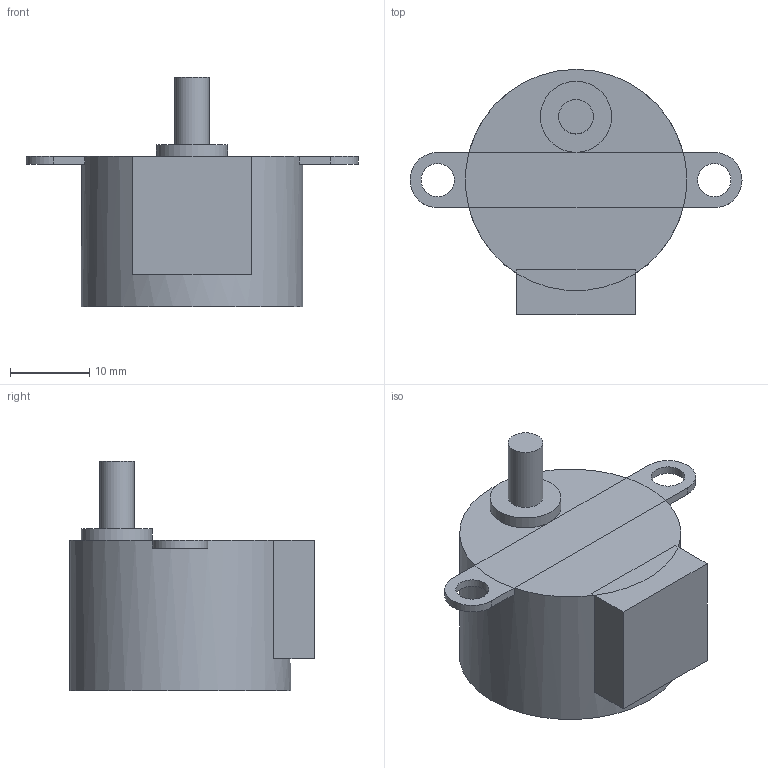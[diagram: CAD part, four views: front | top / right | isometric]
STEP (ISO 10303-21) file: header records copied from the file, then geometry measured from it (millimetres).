
FILE_DESCRIPTION(('FreeCAD Model'),'2;1');
FILE_NAME('28byj-48.step', '2015-02-27T14:06:54',('FreeCAD'),('FreeCAD'), 'Open CASCADE STEP processor 6.7','FreeCAD','Unknown');
FILE_SCHEMA(('AUTOMOTIVE_DESIGN_CC2 { 1 2 10303 214 -1 1 5 4 }'));
Length unit declared in the file: millimetre
Products named in the file (1): Fusion
Bounding box: 42 x 31 x 29 mm (x, y, z)
Volume: 12817.1 mm3; surface area: 3489.7 mm2
Topology: 1 solids, 1 shells, 27 faces, 64 edges, 40 vertices
Faces by surface type: plane 20, cylinder 7
Full cylindrical faces by diameter (mm): 4.2 x2, 4.373 x1, 9 x1, 28 x1
Entity records: 1666 total; most frequent: CARTESIAN_POINT 421, DIRECTION 229, ORIENTED_EDGE 124, PCURVE 124, DEFINITIONAL_REPRESENTATION 124, LINE 120, VECTOR 120, EDGE_CURVE 62
